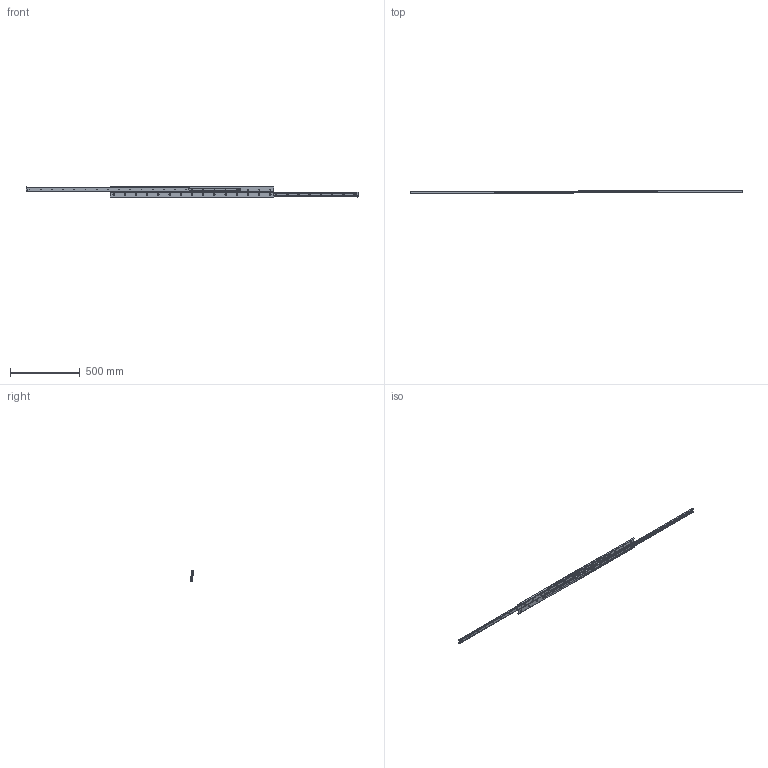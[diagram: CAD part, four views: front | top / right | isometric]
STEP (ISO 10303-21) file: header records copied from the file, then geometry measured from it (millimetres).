
FILE_DESCRIPTION((''),'2;1');
FILE_NAME('LCAS 28H.E-1170.stp','2016-01-14T08:15:59',('MRathmann'),(''),'Autodesk Inventor 2012','Autodesk Inventor 2012','');
FILE_SCHEMA(('CONFIG_CONTROL_DESIGN'));
Length unit declared in the file: millimetre
Products named in the file (10): LCAS 28H.E-1170.iam (Detailgenauigkeit1); ZP 28H-1170.S; LCN 28H-1170; LLMG 28H-0930; KF.LCA 28H-0557.GZ; + AP.L 28H; + AS.L 28H 4x3,8; # SP.L 28H-4,5; + SP.L 28H-4,5; + AG.L 28H-4,5
Assembly tree (22 placements, depth 3):
  LCAS 28H.E-1170.iam (Detailgenauigkeit1)
    ZP 28H-1170.S
    LCN 28H-1170  x2
    LLMG 28H-0930  x2
    KF.LCA 28H-0557.GZ  x2
    + AP.L 28H  x4
    + AS.L 28H 4x3,8  x4
    # SP.L 28H-4,5  x4
      + SP.L 28H-4,5
      + AG.L 28H-4,5
Bounding box: 2372 x 17 x 80 mm (x, y, z)
Volume: 919097.6 mm3; surface area: 657148.1 mm2
Topology: 27 solids, 27 shells, 764 faces, 1962 edges, 1252 vertices
Faces by surface type: plane 404, cylinder 240, cone 120
Full cylindrical faces by diameter (mm): 0.3 x8, 2.459 x4, 2.5 x6, 3 x32, 3.4 x4, 3.8 x4, 4 x8, 4.134 x24, 5 x4, 5.5 x30, 6.5 x4, 6.8 x30
Entity records: 10266 total; most frequent: DIRECTION 1795, CARTESIAN_POINT 1675, ORIENTED_EDGE 1418, AXIS2_PLACEMENT_3D 714, EDGE_CURVE 709, EDGE_LOOP 673, VERTEX_POINT 538, VECTOR 367
